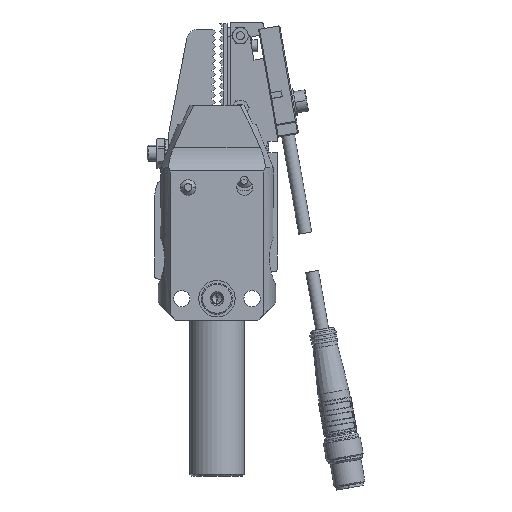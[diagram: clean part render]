
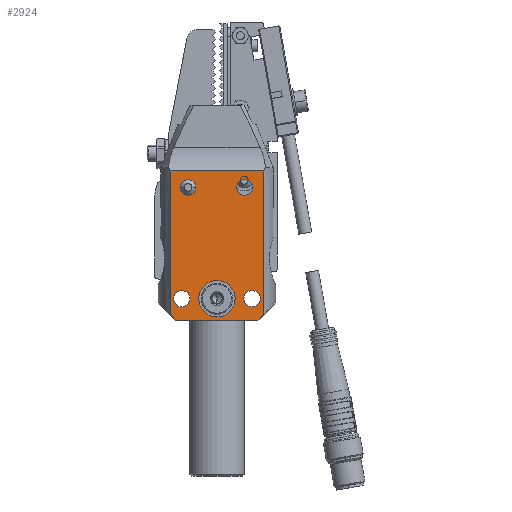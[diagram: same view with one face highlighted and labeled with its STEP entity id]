
A CAD part, front view. The second image highlights one B-rep face of the part: STEP entity #2924.
In plain terms, the highlighted face is planar.
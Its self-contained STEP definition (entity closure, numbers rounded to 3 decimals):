
#1061 = CARTESIAN_POINT ( 'NONE',  ( -9., 9., 47.4 ) ) ;
#1073 = CARTESIAN_POINT ( 'NONE',  ( 10.5, 9., 55. ) ) ;
#1075 = CARTESIAN_POINT ( 'NONE',  ( 9., 9., 47.4 ) ) ;
#1250 = CARTESIAN_POINT ( 'NONE',  ( 7.1, 9., 23. ) ) ;
#1305 = CARTESIAN_POINT ( 'NONE',  ( 0., 9., 44.85 ) ) ;
#1424 = CARTESIAN_POINT ( 'NONE',  ( -7.4, 9., 19. ) ) ;
#1489 = CARTESIAN_POINT ( 'NONE',  ( 0., 9., 54.15 ) ) ;
#1514 = CARTESIAN_POINT ( 'NONE',  ( 7.1, 9., 19. ) ) ;
#1643 = CARTESIAN_POINT ( 'NONE',  ( -7.4, 9., 23. ) ) ;
#1709 = CARTESIAN_POINT ( 'NONE',  ( 9., 9., 51.6 ) ) ;
#2924 = ADVANCED_FACE ( 'NONE', ( #31110, #31115, #31109, #31107, #31113, #31116 ), #32034, .T. ) ;
#4228 = VERTEX_POINT ( 'NONE', #38385 ) ;
#4229 = VERTEX_POINT ( 'NONE', #38386 ) ;
#4230 = VERTEX_POINT ( 'NONE', #38388 ) ;
#4233 = VERTEX_POINT ( 'NONE', #38393 ) ;
#4280 = VERTEX_POINT ( 'NONE', #38472 ) ;
#10626 = EDGE_CURVE ( 'NONE', #47708, #30501, #47410, .T. ) ;
#10634 = EDGE_CURVE ( 'NONE', #47969, #47633, #47413, .T. ) ;
#10646 = EDGE_CURVE ( 'NONE', #30351, #47734, #47427, .T. ) ;
#10695 = EDGE_CURVE ( 'NONE', #4280, #25151, #47501, .T. ) ;
#10699 = EDGE_CURVE ( 'NONE', #50200, #27132, #47506, .T. ) ;
#10721 = EDGE_CURVE ( 'NONE', #27132, #50200, #47535, .T. ) ;
#10722 = EDGE_CURVE ( 'NONE', #25151, #4280, #47537, .T. ) ;
#10723 = EDGE_CURVE ( 'NONE', #47734, #30351, #47538, .T. ) ;
#10724 = EDGE_CURVE ( 'NONE', #47633, #47969, #47539, .T. ) ;
#10725 = EDGE_CURVE ( 'NONE', #30501, #47708, #47540, .T. ) ;
#10726 = EDGE_CURVE ( 'NONE', #4228, #11750, #47541, .T. ) ;
#10727 = EDGE_CURVE ( 'NONE', #4233, #11750, #47532, .T. ) ;
#10728 = EDGE_CURVE ( 'NONE', #4233, #27130, #47542, .T. ) ;
#10729 = EDGE_CURVE ( 'NONE', #4229, #27130, #47546, .T. ) ;
#10730 = EDGE_CURVE ( 'NONE', #4230, #4229, #47544, .T. ) ;
#10731 = EDGE_CURVE ( 'NONE', #4230, #4228, #47548, .T. ) ;
#11750 = VERTEX_POINT ( 'NONE', #49939 ) ;
#12155 = EDGE_LOOP ( 'NONE', ( #14464, #14465 ) ) ;
#12158 = EDGE_LOOP ( 'NONE', ( #14470, #14471 ) ) ;
#12159 = EDGE_LOOP ( 'NONE', ( #14466, #14467 ) ) ;
#12160 = EDGE_LOOP ( 'NONE', ( #14472, #14473 ) ) ;
#12161 = EDGE_LOOP ( 'NONE', ( #14468, #14469 ) ) ;
#12162 = EDGE_LOOP ( 'NONE', ( #14474, #14475, #14476, #14477, #14478, #14479 ) ) ;
#14464 = ORIENTED_EDGE ( 'NONE', *, *, #10721, .T. ) ;
#14465 = ORIENTED_EDGE ( 'NONE', *, *, #10699, .T. ) ;
#14466 = ORIENTED_EDGE ( 'NONE', *, *, #10722, .T. ) ;
#14467 = ORIENTED_EDGE ( 'NONE', *, *, #10695, .T. ) ;
#14468 = ORIENTED_EDGE ( 'NONE', *, *, #10723, .T. ) ;
#14469 = ORIENTED_EDGE ( 'NONE', *, *, #10646, .T. ) ;
#14470 = ORIENTED_EDGE ( 'NONE', *, *, #10724, .T. ) ;
#14471 = ORIENTED_EDGE ( 'NONE', *, *, #10634, .T. ) ;
#14472 = ORIENTED_EDGE ( 'NONE', *, *, #10626, .T. ) ;
#14473 = ORIENTED_EDGE ( 'NONE', *, *, #10725, .T. ) ;
#14474 = ORIENTED_EDGE ( 'NONE', *, *, #10726, .T. ) ;
#14475 = ORIENTED_EDGE ( 'NONE', *, *, #10727, .F. ) ;
#14476 = ORIENTED_EDGE ( 'NONE', *, *, #10728, .T. ) ;
#14477 = ORIENTED_EDGE ( 'NONE', *, *, #10729, .F. ) ;
#14478 = ORIENTED_EDGE ( 'NONE', *, *, #10730, .F. ) ;
#14479 = ORIENTED_EDGE ( 'NONE', *, *, #10731, .T. ) ;
#25151 = VERTEX_POINT ( 'NONE', #1061 ) ;
#27130 = VERTEX_POINT ( 'NONE', #1073 ) ;
#27132 = VERTEX_POINT ( 'NONE', #1075 ) ;
#29579 = AXIS2_PLACEMENT_3D ( 'NONE', #32036, #32033, #32037 ) ;
#30351 = VERTEX_POINT ( 'NONE', #1250 ) ;
#30359 = AXIS2_PLACEMENT_3D ( 'NONE', #48546, #48547, #48548 ) ;
#30364 = AXIS2_PLACEMENT_3D ( 'NONE', #48581, #48582, #48583 ) ;
#30372 = AXIS2_PLACEMENT_3D ( 'NONE', #48629, #48630, #48631 ) ;
#30398 = AXIS2_PLACEMENT_3D ( 'NONE', #48939, #48940, #48941 ) ;
#30401 = AXIS2_PLACEMENT_3D ( 'NONE', #48949, #48950, #48951 ) ;
#30410 = AXIS2_PLACEMENT_3D ( 'NONE', #49056, #49057, #49058 ) ;
#30411 = AXIS2_PLACEMENT_3D ( 'NONE', #49059, #49060, #49061 ) ;
#30412 = AXIS2_PLACEMENT_3D ( 'NONE', #49062, #49063, #49064 ) ;
#30413 = AXIS2_PLACEMENT_3D ( 'NONE', #49067, #49068, #49069 ) ;
#30414 = AXIS2_PLACEMENT_3D ( 'NONE', #49072, #49073, #49074 ) ;
#30501 = VERTEX_POINT ( 'NONE', #1305 ) ;
#31107 = FACE_BOUND ( 'NONE', #12158, .T. ) ;
#31109 = FACE_BOUND ( 'NONE', #12161, .T. ) ;
#31110 = FACE_BOUND ( 'NONE', #12155, .T. ) ;
#31113 = FACE_BOUND ( 'NONE', #12160, .T. ) ;
#31115 = FACE_BOUND ( 'NONE', #12159, .T. ) ;
#31116 = FACE_OUTER_BOUND ( 'NONE', #12162, .T. ) ;
#32033 = DIRECTION ( 'NONE',  ( 0., 1., 0. ) ) ;
#32034 = PLANE ( 'NONE',  #29579 ) ;
#32036 = CARTESIAN_POINT ( 'NONE',  ( 15.001, 9., 0. ) ) ;
#32037 = DIRECTION ( 'NONE',  ( 0., 0., 1. ) ) ;
#38385 = CARTESIAN_POINT ( 'NONE',  ( -12., 9., 16.8 ) ) ;
#38386 = CARTESIAN_POINT ( 'NONE',  ( 12., 9., 53.5 ) ) ;
#38388 = CARTESIAN_POINT ( 'NONE',  ( 12., 9., 16.8 ) ) ;
#38393 = CARTESIAN_POINT ( 'NONE',  ( -10.5, 9., 55. ) ) ;
#38472 = CARTESIAN_POINT ( 'NONE',  ( -9., 9., 51.6 ) ) ;
#47410 = CIRCLE ( 'NONE', #30359, 4.65 ) ;
#47413 = CIRCLE ( 'NONE', #30364, 2. ) ;
#47427 = CIRCLE ( 'NONE', #30372, 2. ) ;
#47501 = CIRCLE ( 'NONE', #30398, 2.1 ) ;
#47506 = CIRCLE ( 'NONE', #30401, 2.1 ) ;
#47532 = LINE ( 'NONE', #49071, #47545 ) ;
#47535 = CIRCLE ( 'NONE', #30410, 2.1 ) ;
#47537 = CIRCLE ( 'NONE', #30411, 2.1 ) ;
#47538 = CIRCLE ( 'NONE', #30412, 2. ) ;
#47539 = CIRCLE ( 'NONE', #30413, 2. ) ;
#47540 = CIRCLE ( 'NONE', #30414, 4.65 ) ;
#47541 = LINE ( 'NONE', #49065, #47543 ) ;
#47542 = LINE ( 'NONE', #49070, #47547 ) ;
#47543 = VECTOR ( 'NONE', #49066, 1000. ) ;
#47544 = LINE ( 'NONE', #49075, #47551 ) ;
#47545 = VECTOR ( 'NONE', #49076, 1000. ) ;
#47546 = LINE ( 'NONE', #49079, #47549 ) ;
#47547 = VECTOR ( 'NONE', #49078, 1000. ) ;
#47548 = LINE ( 'NONE', #49077, #47553 ) ;
#47549 = VECTOR ( 'NONE', #49080, 1000. ) ;
#47551 = VECTOR ( 'NONE', #49081, 1000. ) ;
#47553 = VECTOR ( 'NONE', #49082, 1000. ) ;
#47633 = VERTEX_POINT ( 'NONE', #1424 ) ;
#47708 = VERTEX_POINT ( 'NONE', #1489 ) ;
#47734 = VERTEX_POINT ( 'NONE', #1514 ) ;
#47969 = VERTEX_POINT ( 'NONE', #1643 ) ;
#48546 = CARTESIAN_POINT ( 'NONE',  ( 0., 9., 49.5 ) ) ;
#48547 = DIRECTION ( 'NONE',  ( 0., -1., 0. ) ) ;
#48548 = DIRECTION ( 'NONE',  ( 0., 0., -1. ) ) ;
#48581 = CARTESIAN_POINT ( 'NONE',  ( -7.4, 9., 21. ) ) ;
#48582 = DIRECTION ( 'NONE',  ( 0., -1., 0. ) ) ;
#48583 = DIRECTION ( 'NONE',  ( 0., 0., -1. ) ) ;
#48629 = CARTESIAN_POINT ( 'NONE',  ( 7.1, 9., 21. ) ) ;
#48630 = DIRECTION ( 'NONE',  ( 0., -1., 0. ) ) ;
#48631 = DIRECTION ( 'NONE',  ( 0., 0., -1. ) ) ;
#48939 = CARTESIAN_POINT ( 'NONE',  ( -9., 9., 49.5 ) ) ;
#48940 = DIRECTION ( 'NONE',  ( 0., -1., 0. ) ) ;
#48941 = DIRECTION ( 'NONE',  ( 0., 0., -1. ) ) ;
#48949 = CARTESIAN_POINT ( 'NONE',  ( 9., 9., 49.5 ) ) ;
#48950 = DIRECTION ( 'NONE',  ( 0., -1., 0. ) ) ;
#48951 = DIRECTION ( 'NONE',  ( 0., 0., -1. ) ) ;
#49056 = CARTESIAN_POINT ( 'NONE',  ( 9., 9., 49.5 ) ) ;
#49057 = DIRECTION ( 'NONE',  ( 0., -1., 0. ) ) ;
#49058 = DIRECTION ( 'NONE',  ( 0., 0., -1. ) ) ;
#49059 = CARTESIAN_POINT ( 'NONE',  ( -9., 9., 49.5 ) ) ;
#49060 = DIRECTION ( 'NONE',  ( 0., -1., 0. ) ) ;
#49061 = DIRECTION ( 'NONE',  ( 0., 0., -1. ) ) ;
#49062 = CARTESIAN_POINT ( 'NONE',  ( 7.1, 9., 21. ) ) ;
#49063 = DIRECTION ( 'NONE',  ( 0., -1., 0. ) ) ;
#49064 = DIRECTION ( 'NONE',  ( 0., 0., -1. ) ) ;
#49065 = CARTESIAN_POINT ( 'NONE',  ( -12., 9., 95. ) ) ;
#49066 = DIRECTION ( 'NONE',  ( 0., 0., 1. ) ) ;
#49067 = CARTESIAN_POINT ( 'NONE',  ( -7.4, 9., 21. ) ) ;
#49068 = DIRECTION ( 'NONE',  ( 0., -1., 0. ) ) ;
#49069 = DIRECTION ( 'NONE',  ( 0., 0., -1. ) ) ;
#49070 = CARTESIAN_POINT ( 'NONE',  ( 15.001, 9., 55. ) ) ;
#49071 = CARTESIAN_POINT ( 'NONE',  ( -15., 9., 50.5 ) ) ;
#49072 = CARTESIAN_POINT ( 'NONE',  ( 0., 9., 49.5 ) ) ;
#49073 = DIRECTION ( 'NONE',  ( 0., -1., 0. ) ) ;
#49074 = DIRECTION ( 'NONE',  ( 0., 0., -1. ) ) ;
#49075 = CARTESIAN_POINT ( 'NONE',  ( 12., 9., 95. ) ) ;
#49076 = DIRECTION ( 'NONE',  ( -0.707, 0., -0.707 ) ) ;
#49077 = CARTESIAN_POINT ( 'NONE',  ( 15.001, 9., 16.8 ) ) ;
#49078 = DIRECTION ( 'NONE',  ( 1., 0., 0. ) ) ;
#49079 = CARTESIAN_POINT ( 'NONE',  ( 15., 9., 50.5 ) ) ;
#49080 = DIRECTION ( 'NONE',  ( -0.707, 0., 0.707 ) ) ;
#49081 = DIRECTION ( 'NONE',  ( 0., 0., 1. ) ) ;
#49082 = DIRECTION ( 'NONE',  ( -1., 0., 0. ) ) ;
#49939 = CARTESIAN_POINT ( 'NONE',  ( -12., 9., 53.5 ) ) ;
#50200 = VERTEX_POINT ( 'NONE', #1709 ) ;
